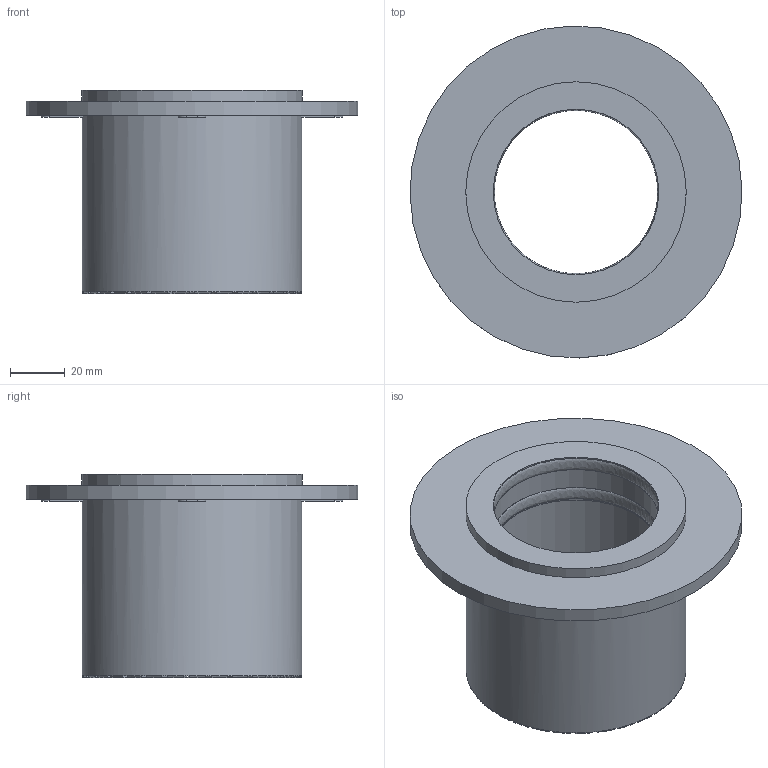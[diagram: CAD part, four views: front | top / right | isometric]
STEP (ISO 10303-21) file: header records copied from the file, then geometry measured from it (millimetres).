
FILE_DESCRIPTION((''),'2;1');
FILE_NAME('SLEEV-IT WT-MAR60M.stp','2014-11-17T14:27:08',('se-emikul'),(''),'Autodesk Inventor 2013','Autodesk Inventor 2013','');
FILE_SCHEMA(('AUTOMOTIVE_DESIGN { 1 0 10303 214 1 1 1 1 }'));
Length unit declared in the file: millimetre
Products named in the file (1): SLEEV-IT WT-MAR60M
Bounding box: 120.98 x 120.98 x 74 mm (x, y, z)
Volume: 173401.7 mm3; surface area: 99026 mm2
Topology: 4 solids, 4 shells, 267 faces, 639 edges, 384 vertices
Faces by surface type: plane 214, torus 31, cylinder 19, revolution 2, cone 1
Full cylindrical faces by diameter (mm): 60.33 x3, 63.6 x1, 67 x1, 67.33 x1, 78.6 x2, 80 x1, 80.33 x1, 121 x1
Entity records: 8313 total; most frequent: CARTESIAN_POINT 1835, DIRECTION 1306, ORIENTED_EDGE 1250, EDGE_CURVE 625, AXIS2_PLACEMENT_3D 473, VERTEX_POINT 382, VECTOR 358, LINE 358
